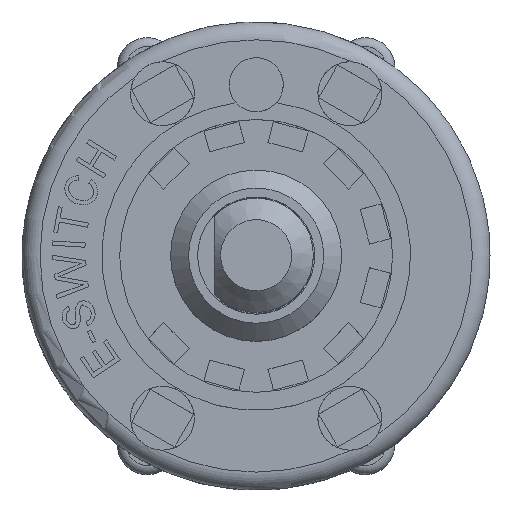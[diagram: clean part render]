
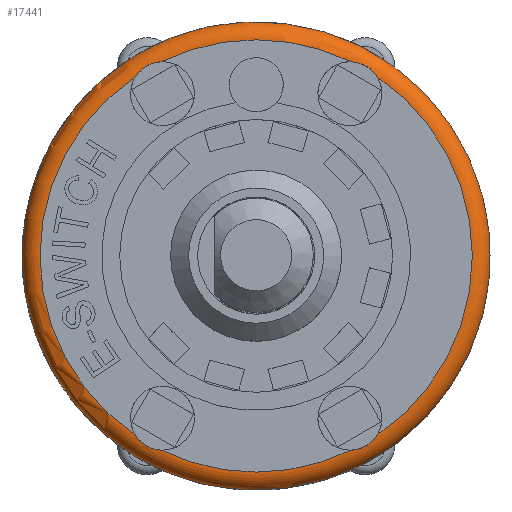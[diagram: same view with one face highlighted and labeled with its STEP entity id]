
A CAD part, top view. The second image highlights one B-rep face of the part: STEP entity #17441.
In plain terms, the highlighted toroidal (fillet/blend) face has major radius 12 mm and minor radius 1 mm.
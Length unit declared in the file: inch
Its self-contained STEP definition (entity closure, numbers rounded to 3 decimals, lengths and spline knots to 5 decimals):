
#15652=CARTESIAN_POINT('',(-0.51181,0.0,0.48563));
#15653=VERTEX_POINT('',#15652);
#15654=CARTESIAN_POINT('',(0.0,0.0,0.48563));
#15655=DIRECTION('',(0.0,0.0,1.0));
#15656=DIRECTION('',(1.0,0.0,0.0));
#15657=AXIS2_PLACEMENT_3D('',#15654,#15655,#15656);
#15658=CIRCLE('',#15657,0.51181);
#15659=EDGE_CURVE('',#15653,#15653,#15658,.T.);
#17151=CARTESIAN_POINT('',(0.20753,-0.42442,0.525));
#17152=VERTEX_POINT('',#17151);
#17153=CARTESIAN_POINT('',(0.26379,-0.39194,0.525));
#17154=VERTEX_POINT('',#17153);
#17162=CARTESIAN_POINT('',(0.26379,-0.39194,0.525));
#17163=CARTESIAN_POINT('',(0.26063,-0.39693,0.525));
#17164=CARTESIAN_POINT('',(0.25684,-0.40153,0.5248));
#17165=CARTESIAN_POINT('',(0.25019,-0.40776,0.52455));
#17166=CARTESIAN_POINT('',(0.24774,-0.40975,0.52448));
#17167=CARTESIAN_POINT('',(0.24411,-0.41233,0.52442));
#17168=CARTESIAN_POINT('',(0.24303,-0.41306,0.52441));
#17169=CARTESIAN_POINT('',(0.24115,-0.41424,0.5244));
#17170=CARTESIAN_POINT('',(0.24035,-0.41472,0.52439));
#17171=CARTESIAN_POINT('',(0.23874,-0.41565,0.52439));
#17172=CARTESIAN_POINT('',(0.23791,-0.4161,0.5244));
#17173=CARTESIAN_POINT('',(0.23586,-0.41717,0.52441));
#17174=CARTESIAN_POINT('',(0.23462,-0.41777,0.52443));
#17175=CARTESIAN_POINT('',(0.23029,-0.41972,0.5245));
#17176=CARTESIAN_POINT('',(0.22713,-0.42087,0.52458));
#17177=CARTESIAN_POINT('',(0.2184,-0.42336,0.52483));
#17178=CARTESIAN_POINT('',(0.2129,-0.4242,0.525));
#17179=CARTESIAN_POINT('',(0.20753,-0.42442,0.525));
#17180=B_SPLINE_CURVE_WITH_KNOTS('',3,(#17162,#17163,#17164,#17165,#17166,#17167,#17168,#17169,#17170,#17171,#17172,#17173,#17174,#17175,#17176,#17177,#17178,#17179),.UNSPECIFIED.,.F.,.U.,(4,2,2,2,2,2,2,2,4),(-0.30321,-0.28459,-0.27477,-0.27072,-0.26786,-0.26495,-0.2607,-0.25033,-0.23279),.UNSPECIFIED.);
#17181=EDGE_CURVE('',#17154,#17152,#17180,.T.);
#17217=CARTESIAN_POINT('',(0.26379,0.39194,0.525));
#17218=VERTEX_POINT('',#17217);
#17219=CARTESIAN_POINT('',(0.20753,0.42442,0.525));
#17220=VERTEX_POINT('',#17219);
#17228=CARTESIAN_POINT('',(0.20753,0.42442,0.525));
#17229=CARTESIAN_POINT('',(0.21344,0.42418,0.525));
#17230=CARTESIAN_POINT('',(0.21932,0.42319,0.5248));
#17231=CARTESIAN_POINT('',(0.22803,0.42055,0.52455));
#17232=CARTESIAN_POINT('',(0.23098,0.41943,0.52448));
#17233=CARTESIAN_POINT('',(0.23503,0.41757,0.52442));
#17234=CARTESIAN_POINT('',(0.2362,0.417,0.52441));
#17235=CARTESIAN_POINT('',(0.23817,0.41596,0.5244));
#17236=CARTESIAN_POINT('',(0.23898,0.41551,0.52439));
#17237=CARTESIAN_POINT('',(0.24059,0.41458,0.52439));
#17238=CARTESIAN_POINT('',(0.2414,0.41409,0.5244));
#17239=CARTESIAN_POINT('',(0.24335,0.41285,0.52441));
#17240=CARTESIAN_POINT('',(0.24449,0.41207,0.52443));
#17241=CARTESIAN_POINT('',(0.24834,0.4093,0.5245));
#17242=CARTESIAN_POINT('',(0.25092,0.40713,0.52458));
#17243=CARTESIAN_POINT('',(0.25744,0.40082,0.52483));
#17244=CARTESIAN_POINT('',(0.26092,0.39648,0.525));
#17245=CARTESIAN_POINT('',(0.26379,0.39194,0.525));
#17246=B_SPLINE_CURVE_WITH_KNOTS('',3,(#17228,#17229,#17230,#17231,#17232,#17233,#17234,#17235,#17236,#17237,#17238,#17239,#17240,#17241,#17242,#17243,#17244,#17245),.UNSPECIFIED.,.F.,.U.,(4,2,2,2,2,2,2,2,4),(-0.30321,-0.28459,-0.27477,-0.27072,-0.26786,-0.26495,-0.2607,-0.25033,-0.23279),.UNSPECIFIED.);
#17247=EDGE_CURVE('',#17220,#17218,#17246,.T.);
#17283=CARTESIAN_POINT('',(-0.20753,0.42442,0.525));
#17284=VERTEX_POINT('',#17283);
#17285=CARTESIAN_POINT('',(-0.26379,0.39194,0.525));
#17286=VERTEX_POINT('',#17285);
#17294=CARTESIAN_POINT('',(-0.26379,0.39194,0.525));
#17295=CARTESIAN_POINT('',(-0.26063,0.39693,0.525));
#17296=CARTESIAN_POINT('',(-0.25684,0.40153,0.5248));
#17297=CARTESIAN_POINT('',(-0.25019,0.40776,0.52455));
#17298=CARTESIAN_POINT('',(-0.24774,0.40975,0.52448));
#17299=CARTESIAN_POINT('',(-0.24411,0.41233,0.52442));
#17300=CARTESIAN_POINT('',(-0.24303,0.41306,0.52441));
#17301=CARTESIAN_POINT('',(-0.24115,0.41424,0.5244));
#17302=CARTESIAN_POINT('',(-0.24035,0.41472,0.52439));
#17303=CARTESIAN_POINT('',(-0.23874,0.41565,0.52439));
#17304=CARTESIAN_POINT('',(-0.23791,0.4161,0.5244));
#17305=CARTESIAN_POINT('',(-0.23586,0.41717,0.52441));
#17306=CARTESIAN_POINT('',(-0.23462,0.41777,0.52443));
#17307=CARTESIAN_POINT('',(-0.23029,0.41972,0.5245));
#17308=CARTESIAN_POINT('',(-0.22713,0.42087,0.52458));
#17309=CARTESIAN_POINT('',(-0.2184,0.42336,0.52483));
#17310=CARTESIAN_POINT('',(-0.2129,0.4242,0.525));
#17311=CARTESIAN_POINT('',(-0.20753,0.42442,0.525));
#17312=B_SPLINE_CURVE_WITH_KNOTS('',3,(#17294,#17295,#17296,#17297,#17298,#17299,#17300,#17301,#17302,#17303,#17304,#17305,#17306,#17307,#17308,#17309,#17310,#17311),.UNSPECIFIED.,.F.,.U.,(4,2,2,2,2,2,2,2,4),(-0.30321,-0.28459,-0.27477,-0.27072,-0.26786,-0.26495,-0.2607,-0.25033,-0.23279),.UNSPECIFIED.);
#17313=EDGE_CURVE('',#17286,#17284,#17312,.T.);
#17349=CARTESIAN_POINT('',(-0.26379,-0.39194,0.525));
#17350=VERTEX_POINT('',#17349);
#17351=CARTESIAN_POINT('',(-0.20753,-0.42442,0.525));
#17352=VERTEX_POINT('',#17351);
#17360=CARTESIAN_POINT('',(-0.20753,-0.42442,0.525));
#17361=CARTESIAN_POINT('',(-0.21344,-0.42418,0.525));
#17362=CARTESIAN_POINT('',(-0.21932,-0.42319,0.5248));
#17363=CARTESIAN_POINT('',(-0.22803,-0.42055,0.52455));
#17364=CARTESIAN_POINT('',(-0.23098,-0.41943,0.52448));
#17365=CARTESIAN_POINT('',(-0.23503,-0.41757,0.52442));
#17366=CARTESIAN_POINT('',(-0.2362,-0.417,0.52441));
#17367=CARTESIAN_POINT('',(-0.23817,-0.41596,0.5244));
#17368=CARTESIAN_POINT('',(-0.23898,-0.41551,0.52439));
#17369=CARTESIAN_POINT('',(-0.24059,-0.41458,0.52439));
#17370=CARTESIAN_POINT('',(-0.2414,-0.41409,0.5244));
#17371=CARTESIAN_POINT('',(-0.24335,-0.41285,0.52441));
#17372=CARTESIAN_POINT('',(-0.24449,-0.41207,0.52443));
#17373=CARTESIAN_POINT('',(-0.24834,-0.4093,0.5245));
#17374=CARTESIAN_POINT('',(-0.25092,-0.40713,0.52458));
#17375=CARTESIAN_POINT('',(-0.25744,-0.40082,0.52483));
#17376=CARTESIAN_POINT('',(-0.26092,-0.39648,0.525));
#17377=CARTESIAN_POINT('',(-0.26379,-0.39194,0.525));
#17378=B_SPLINE_CURVE_WITH_KNOTS('',3,(#17360,#17361,#17362,#17363,#17364,#17365,#17366,#17367,#17368,#17369,#17370,#17371,#17372,#17373,#17374,#17375,#17376,#17377),.UNSPECIFIED.,.F.,.U.,(4,2,2,2,2,2,2,2,4),(-0.30321,-0.28459,-0.27477,-0.27072,-0.26786,-0.26495,-0.2607,-0.25033,-0.23279),.UNSPECIFIED.);
#17379=EDGE_CURVE('',#17352,#17350,#17378,.T.);
#17399=CARTESIAN_POINT('',(0.0,0.0,0.48563));
#17400=DIRECTION('',(0.0,0.0,-1.0));
#17401=DIRECTION('',(-1.0,0.0,0.0));
#17402=AXIS2_PLACEMENT_3D('',#17399,#17400,#17401);
#17403=TOROIDAL_SURFACE('',#17402,0.47244,0.03937);
#17404=ORIENTED_EDGE('',*,*,#15659,.T.);
#17405=EDGE_LOOP('',(#17404));
#17406=FACE_OUTER_BOUND('',#17405,.T.);
#17407=CARTESIAN_POINT('',(0.0,0.0,0.525));
#17408=DIRECTION('',(0.0,0.0,-1.0));
#17409=DIRECTION('',(1.0,0.0,0.0));
#17410=AXIS2_PLACEMENT_3D('',#17407,#17408,#17409);
#17411=CIRCLE('',#17410,0.47244);
#17412=EDGE_CURVE('',#17218,#17154,#17411,.T.);
#17413=ORIENTED_EDGE('',*,*,#17412,.T.);
#17414=ORIENTED_EDGE('',*,*,#17181,.T.);
#17415=CARTESIAN_POINT('',(0.0,0.0,0.525));
#17416=DIRECTION('',(0.0,0.0,-1.0));
#17417=DIRECTION('',(1.0,0.0,0.0));
#17418=AXIS2_PLACEMENT_3D('',#17415,#17416,#17417);
#17419=CIRCLE('',#17418,0.47244);
#17420=EDGE_CURVE('',#17152,#17352,#17419,.T.);
#17421=ORIENTED_EDGE('',*,*,#17420,.T.);
#17422=ORIENTED_EDGE('',*,*,#17379,.T.);
#17423=CARTESIAN_POINT('',(0.0,0.0,0.525));
#17424=DIRECTION('',(0.0,0.0,-1.0));
#17425=DIRECTION('',(1.0,0.0,0.0));
#17426=AXIS2_PLACEMENT_3D('',#17423,#17424,#17425);
#17427=CIRCLE('',#17426,0.47244);
#17428=EDGE_CURVE('',#17350,#17286,#17427,.T.);
#17429=ORIENTED_EDGE('',*,*,#17428,.T.);
#17430=ORIENTED_EDGE('',*,*,#17313,.T.);
#17431=CARTESIAN_POINT('',(0.0,0.0,0.525));
#17432=DIRECTION('',(0.0,0.0,-1.0));
#17433=DIRECTION('',(1.0,0.0,0.0));
#17434=AXIS2_PLACEMENT_3D('',#17431,#17432,#17433);
#17435=CIRCLE('',#17434,0.47244);
#17436=EDGE_CURVE('',#17284,#17220,#17435,.T.);
#17437=ORIENTED_EDGE('',*,*,#17436,.T.);
#17438=ORIENTED_EDGE('',*,*,#17247,.T.);
#17439=EDGE_LOOP('',(#17413,#17414,#17421,#17422,#17429,#17430,#17437,#17438));
#17440=FACE_BOUND('',#17439,.T.);
#17441=ADVANCED_FACE('',(#17406,#17440),#17403,.T.);
